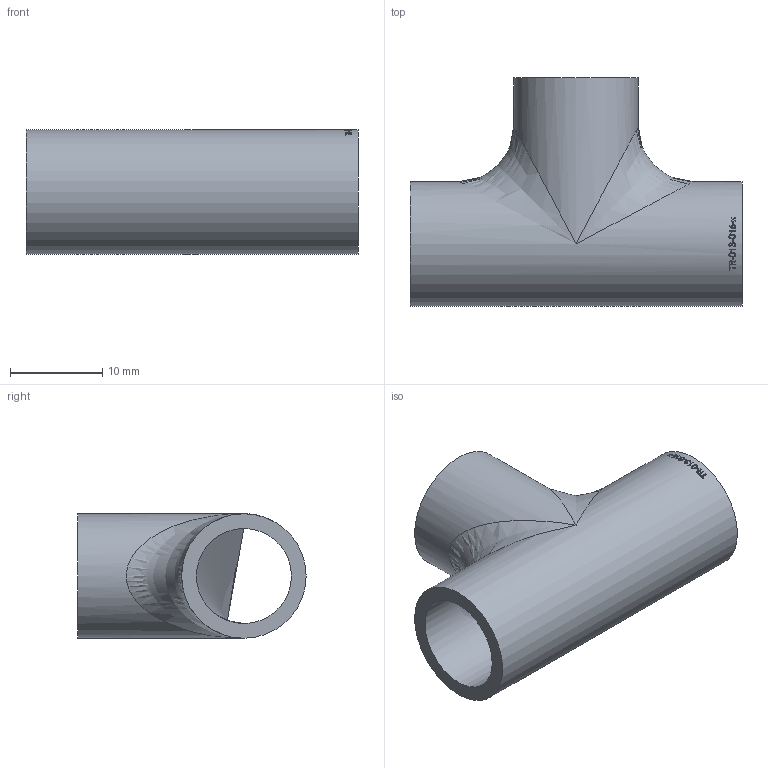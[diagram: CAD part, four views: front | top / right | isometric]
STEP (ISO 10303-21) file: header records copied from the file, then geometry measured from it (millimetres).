
FILE_DESCRIPTION (( 'STEP AP214' ), '1' );
FILE_NAME ('TR-013-016-x T-Stück Ø13,5x1,6 L36 1909.STEP', '2019-09-27T09:13:51', ( '' ), ( '' ), 'SwSTEP 2.0', 'SolidWorks 2016', '' );
FILE_SCHEMA (( 'AUTOMOTIVE_DESIGN' ));
Length unit declared in the file: millimetre
Products named in the file (1): TR-013-016-x T-Stück Ø13,5x1,6 L36 1909
Bounding box: 36 x 24.75 x 13.5 mm (x, y, z)
Volume: 2751.3 mm3; surface area: 3614.7 mm2
Topology: 1 solids, 1 shells, 140 faces, 370 edges, 238 vertices
Faces by surface type: bspline 66, plane 51, cylinder 23
Full cylindrical faces by diameter (mm): 10.3 x2, 13.5 x2
Entity records: 8572 total; most frequent: CARTESIAN_POINT 4444, ORIENTED_EDGE 688, DIRECTION 346, EDGE_CURVE 344, VERTEX_POINT 230, B_SPLINE_CURVE_WITH_KNOTS 198, EDGE_LOOP 162, FACE_OUTER_BOUND 141
